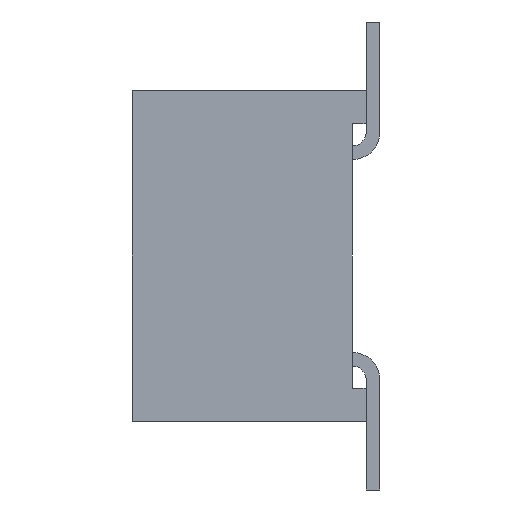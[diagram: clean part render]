
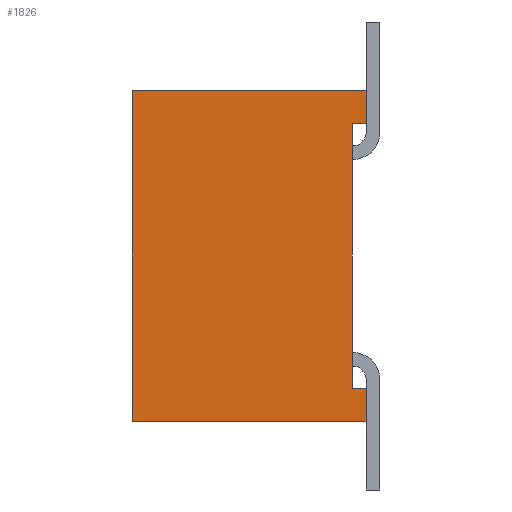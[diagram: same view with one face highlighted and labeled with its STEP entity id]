
A CAD part, left-side view. The second image highlights one B-rep face of the part: STEP entity #1826.
In plain terms, the highlighted planar face has unit normal (-1, 0, 0).
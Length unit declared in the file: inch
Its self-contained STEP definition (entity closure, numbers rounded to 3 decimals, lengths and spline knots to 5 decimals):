
#64=ORIENTED_EDGE('',*,*,#592,.T.);
#65=ORIENTED_EDGE('',*,*,#593,.T.);
#66=ORIENTED_EDGE('',*,*,#594,.F.);
#67=ORIENTED_EDGE('',*,*,#595,.F.);
#68=ORIENTED_EDGE('',*,*,#596,.T.);
#69=ORIENTED_EDGE('',*,*,#597,.T.);
#70=ORIENTED_EDGE('',*,*,#598,.T.);
#71=ORIENTED_EDGE('',*,*,#599,.T.);
#592=EDGE_CURVE('',#856,#857,#1032,.T.);
#593=EDGE_CURVE('',#857,#858,#1033,.T.);
#594=EDGE_CURVE('',#859,#858,#1034,.T.);
#595=EDGE_CURVE('',#860,#859,#1035,.T.);
#596=EDGE_CURVE('',#860,#861,#1036,.T.);
#597=EDGE_CURVE('',#861,#862,#1037,.T.);
#598=EDGE_CURVE('',#862,#863,#1038,.T.);
#599=EDGE_CURVE('',#863,#856,#1039,.T.);
#856=VERTEX_POINT('',#2539);
#857=VERTEX_POINT('',#2540);
#858=VERTEX_POINT('',#2542);
#859=VERTEX_POINT('',#2544);
#860=VERTEX_POINT('',#2546);
#861=VERTEX_POINT('',#2548);
#862=VERTEX_POINT('',#2550);
#863=VERTEX_POINT('',#2552);
#1032=LINE('',#2538,#1276);
#1033=LINE('',#2541,#1277);
#1034=LINE('',#2543,#1278);
#1035=LINE('',#2545,#1279);
#1036=LINE('',#2547,#1280);
#1037=LINE('',#2549,#1281);
#1038=LINE('',#2551,#1282);
#1039=LINE('',#2553,#1283);
#1276=VECTOR('',#2064,39.37008);
#1277=VECTOR('',#2065,39.37008);
#1278=VECTOR('',#2066,39.37008);
#1279=VECTOR('',#2067,39.37008);
#1280=VECTOR('',#2068,39.37008);
#1281=VECTOR('',#2069,39.37008);
#1282=VECTOR('',#2070,39.37008);
#1283=VECTOR('',#2071,39.37008);
#1520=EDGE_LOOP('',(#64,#65,#66,#67,#68,#69,#70,#71));
#1632=FACE_BOUND('',#1520,.T.);
#1744=PLANE('',#1945);
#1826=ADVANCED_FACE('',(#1632),#1744,.F.);
#1945=AXIS2_PLACEMENT_3D('',#2537,#2062,#2063);
#2062=DIRECTION('',(1.,0.,0.));
#2063=DIRECTION('',(0.,0.,-1.));
#2064=DIRECTION('',(0.,-1.,0.));
#2065=DIRECTION('',(0.,0.,1.));
#2066=DIRECTION('',(0.,-1.,0.));
#2067=DIRECTION('',(0.,0.,1.));
#2068=DIRECTION('',(0.,-1.,0.));
#2069=DIRECTION('',(0.,0.,1.));
#2070=DIRECTION('',(0.,1.,0.));
#2071=DIRECTION('',(0.,0.,1.));
#2537=CARTESIAN_POINT('',(0.,0.085,-0.06));
#2538=CARTESIAN_POINT('',(0.,0.005,0.048));
#2539=CARTESIAN_POINT('',(0.,0.005,0.048));
#2540=CARTESIAN_POINT('',(0.,0.,0.048));
#2541=CARTESIAN_POINT('',(0.,0.,-0.06));
#2542=CARTESIAN_POINT('',(0.,0.,0.06));
#2543=CARTESIAN_POINT('',(0.,0.085,0.06));
#2544=CARTESIAN_POINT('',(0.,0.085,0.06));
#2545=CARTESIAN_POINT('',(0.,0.085,-0.06));
#2546=CARTESIAN_POINT('',(0.,0.085,-0.06));
#2547=CARTESIAN_POINT('',(0.,0.085,-0.06));
#2548=CARTESIAN_POINT('',(0.,0.,-0.06));
#2549=CARTESIAN_POINT('',(0.,0.,-0.06));
#2550=CARTESIAN_POINT('',(0.,0.,-0.048));
#2551=CARTESIAN_POINT('',(0.,-0.005,-0.048));
#2552=CARTESIAN_POINT('',(0.,0.005,-0.048));
#2553=CARTESIAN_POINT('',(0.,0.005,-0.048));
